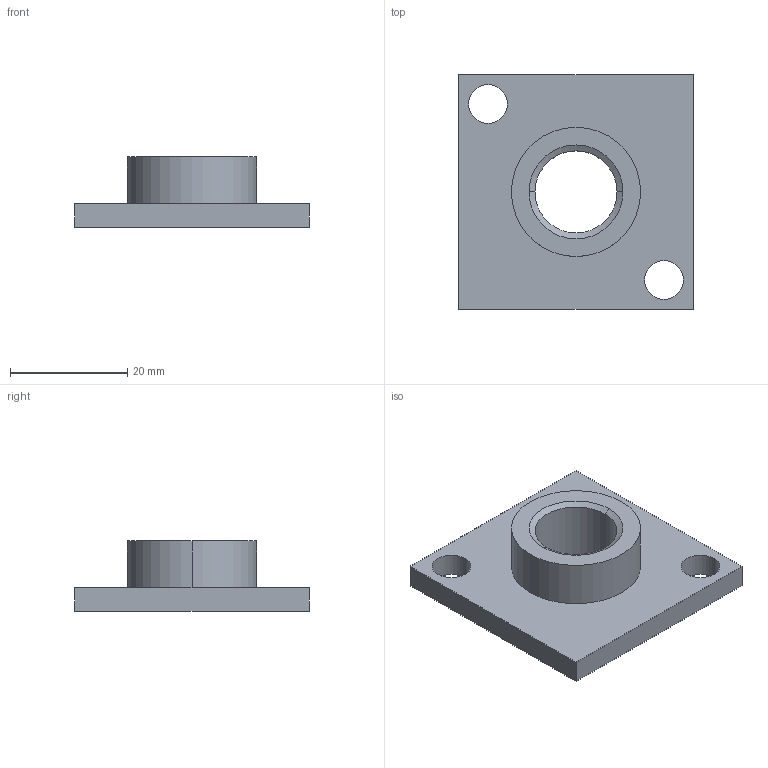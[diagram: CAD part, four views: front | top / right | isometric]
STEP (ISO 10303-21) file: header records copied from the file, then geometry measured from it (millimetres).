
FILE_DESCRIPTION(('Creo Elements/Direct Modeling STEP Export'),'2;1');
FILE_NAME('44.0249_Flansch-MMS-44_40x40x12-M16.stp','2022-03-21T 8:55:00',(''),(''),'PTC Creo Elements/Direct Modeling STEP processor for AP214 (Solid Model)','PTC Creo Elements/Direct Modeling 19.0C 15-Aug-2015 (C) Parametric Technology GmbH','');
FILE_SCHEMA(('AUTOMOTIVE_DESIGN { 1 0 10303 214 1 1 1 1 }'));
Length unit declared in the file: millimetre
Products named in the file (1): Flansch-MMS-44_40x40x12-M16_44.0249_PX171646
Bounding box: 40 x 40 x 12 mm (x, y, z)
Volume: 7293.5 mm3; surface area: 4605.7 mm2
Topology: 1 solids, 1 shells, 19 faces, 44 edges, 28 vertices
Faces by surface type: cylinder 8, plane 7, cone 4
Entity records: 546 total; most frequent: ORIENTED_EDGE 88, DIRECTION 84, CARTESIAN_POINT 82, EDGE_CURVE 44, AXIS2_PLACEMENT_3D 30, VERTEX_POINT 28, EDGE_LOOP 26, VECTOR 24
